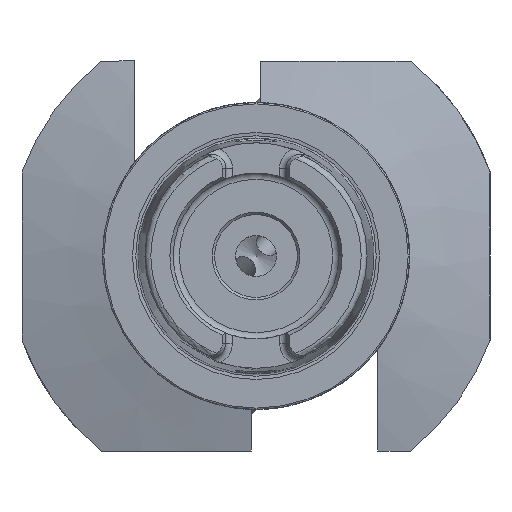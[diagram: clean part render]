
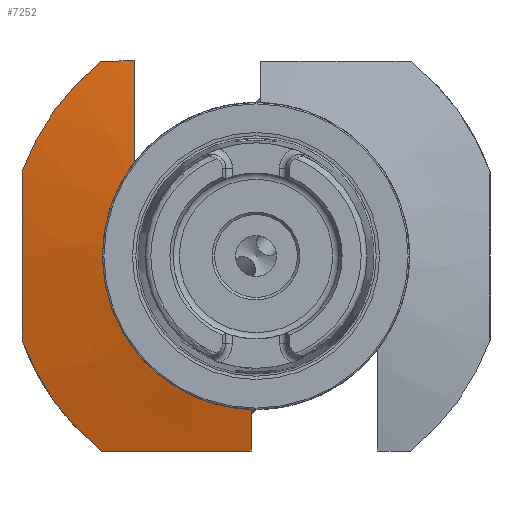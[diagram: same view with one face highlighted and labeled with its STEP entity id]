
A CAD part, left-side view. The second image highlights one B-rep face of the part: STEP entity #7252.
In plain terms, the highlighted conical face has half-angle 75 degrees and reference radius 51 mm.
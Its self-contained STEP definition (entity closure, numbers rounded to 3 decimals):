
#27 = CARTESIAN_POINT ( 'NONE',  ( 48.699, 0., 0. ) ) ;
#40 = CARTESIAN_POINT ( 'NONE',  ( 46.351, 13.774, -40. ) ) ;
#109 = B_SPLINE_CURVE_WITH_KNOTS ( 'NONE', 3,
 ( #2882, #206, #6269, #2914, #3615, #8315, #5627, #4955 ),
 .UNSPECIFIED., .F., .F.,
 ( 4, 2, 2, 4 ),
 ( 0.016, 0.022, 0.028, 0.041 ),
 .UNSPECIFIED. ) ;
#155 = CARTESIAN_POINT ( 'NONE',  ( 42.199, 0., 0. ) ) ;
#206 = CARTESIAN_POINT ( 'NONE',  ( 43.135, 25., 17.099 ) ) ;
#232 = CARTESIAN_POINT ( 'NONE',  ( 48.699, 31.639, -40. ) ) ;
#411 = ORIENTED_EDGE ( 'NONE', *, *, #2256, .T. ) ;
#827 = DIRECTION ( 'NONE',  ( 0., -1., 0. ) ) ;
#845 = CARTESIAN_POINT ( 'NONE',  ( 45.755, 1., -40. ) ) ;
#956 = EDGE_LOOP ( 'NONE', ( #7170, #2632, #4168, #7035, #3372, #1604, #2405, #3298, #411 ) ) ;
#1199 = VERTEX_POINT ( 'NONE', #5269 ) ;
#1301 = CARTESIAN_POINT ( 'NONE',  ( 42.199, 22.138, 15. ) ) ;
#1340 = DIRECTION ( 'NONE',  ( 1., 0., 0. ) ) ;
#1351 = CARTESIAN_POINT ( 'NONE',  ( 42.845, 25., 15. ) ) ;
#1370 = CARTESIAN_POINT ( 'NONE',  ( 45.772, 3.552, -40. ) ) ;
#1391 = EDGE_CURVE ( 'NONE', #7564, #5731, #3196, .T. ) ;
#1416 = B_SPLINE_CURVE_WITH_KNOTS ( 'NONE', 3,
 ( #845, #5567, #5458, #2103 ),
 .UNSPECIFIED., .F., .F.,
 ( 4, 4 ),
 ( 0.016, 0.03 ),
 .UNSPECIFIED. ) ;
#1455 = CARTESIAN_POINT ( 'NONE',  ( 48.252, 48., -11.481 ) ) ;
#1469 = VERTEX_POINT ( 'NONE', #232 ) ;
#1604 = ORIENTED_EDGE ( 'NONE', *, *, #5109, .F. ) ;
#1997 = B_SPLINE_CURVE_WITH_KNOTS ( 'NONE', 3,
 ( #8596, #2535, #4784, #7388, #2642, #40, #4077, #8040, #1370, #4755 ),
 .UNSPECIFIED., .F., .F.,
 ( 4, 2, 2, 2, 4 ),
 ( 0.165, 0.172, 0.18, 0.188, 0.195 ),
 .UNSPECIFIED. ) ;
#2086 = DIRECTION ( 'NONE',  ( 0., 1., 0. ) ) ;
#2103 = CARTESIAN_POINT ( 'NONE',  ( 42.199, 1., -26.722 ) ) ;
#2154 = EDGE_CURVE ( 'NONE', #7564, #2370, #2523, .T. ) ;
#2256 = EDGE_CURVE ( 'NONE', #1199, #5108, #5795, .T. ) ;
#2370 = VERTEX_POINT ( 'NONE', #5469 ) ;
#2405 = ORIENTED_EDGE ( 'NONE', *, *, #3875, .T. ) ;
#2409 = AXIS2_PLACEMENT_3D ( 'NONE', #27, #6800, #4016 ) ;
#2523 = CIRCLE ( 'NONE', #4073, 51. ) ;
#2535 = CARTESIAN_POINT ( 'NONE',  ( 48.277, 29.102, -40. ) ) ;
#2603 = CARTESIAN_POINT ( 'NONE',  ( 42.199, 22.138, 15. ) ) ;
#2632 = ORIENTED_EDGE ( 'NONE', *, *, #8608, .T. ) ;
#2642 = CARTESIAN_POINT ( 'NONE',  ( 46.869, 18.89, -40. ) ) ;
#2688 = CIRCLE ( 'NONE', #4559, 51. ) ;
#2820 = CARTESIAN_POINT ( 'NONE',  ( 47.896, 48., 2.918 ) ) ;
#2851 = CARTESIAN_POINT ( 'NONE',  ( 48.238, 48., 11.518 ) ) ;
#2882 = CARTESIAN_POINT ( 'NONE',  ( 42.845, 25., 15. ) ) ;
#2914 = CARTESIAN_POINT ( 'NONE',  ( 44.194, 25., 23.374 ) ) ;
#2915 = CARTESIAN_POINT ( 'NONE',  ( 47.966, 48., 5.788 ) ) ;
#2988 = VERTEX_POINT ( 'NONE', #4133 ) ;
#3033 = CARTESIAN_POINT ( 'NONE',  ( 48.699, 31.639, 40. ) ) ;
#3196 = B_SPLINE_CURVE_WITH_KNOTS ( 'NONE', 3,
 ( #6271, #4126, #2851, #2915, #2820, #5484, #3457, #8204, #1455, #6859, #4862, #7546 ),
 .UNSPECIFIED., .F., .F.,
 ( 4, 2, 2, 2, 2, 4 ),
 ( 0.169, 0.177, 0.186, 0.195, 0.199, 0.203 ),
 .UNSPECIFIED. ) ;
#3201 = EDGE_CURVE ( 'NONE', #3543, #5108, #7272, .T. ) ;
#3273 = DIRECTION ( 'NONE',  ( 0., 1., 0. ) ) ;
#3298 = ORIENTED_EDGE ( 'NONE', *, *, #7815, .T. ) ;
#3372 = ORIENTED_EDGE ( 'NONE', *, *, #1391, .T. ) ;
#3410 = CARTESIAN_POINT ( 'NONE',  ( 48.699, 0., 0. ) ) ;
#3457 = CARTESIAN_POINT ( 'NONE',  ( 47.963, 48., -5.711 ) ) ;
#3543 = VERTEX_POINT ( 'NONE', #6934 ) ;
#3615 = CARTESIAN_POINT ( 'NONE',  ( 44.587, 25., 25.462 ) ) ;
#3809 = AXIS2_PLACEMENT_3D ( 'NONE', #155, #6197, #827 ) ;
#3875 = EDGE_CURVE ( 'NONE', #1469, #6946, #1997, .T. ) ;
#4016 = DIRECTION ( 'NONE',  ( 0., 1., 0. ) ) ;
#4073 = AXIS2_PLACEMENT_3D ( 'NONE', #6568, #7330, #3273 ) ;
#4077 = CARTESIAN_POINT ( 'NONE',  ( 46.145, 11.217, -40. ) ) ;
#4126 = CARTESIAN_POINT ( 'NONE',  ( 48.44, 48., 14.378 ) ) ;
#4133 = CARTESIAN_POINT ( 'NONE',  ( 47.672, 25., 40. ) ) ;
#4168 = ORIENTED_EDGE ( 'NONE', *, *, #7824, .T. ) ;
#4559 = AXIS2_PLACEMENT_3D ( 'NONE', #3410, #1340, #2086 ) ;
#4755 = CARTESIAN_POINT ( 'NONE',  ( 45.755, 1., -40. ) ) ;
#4784 = CARTESIAN_POINT ( 'NONE',  ( 47.885, 26.559, -40. ) ) ;
#4805 = CARTESIAN_POINT ( 'NONE',  ( 47.988, 27.219, 40. ) ) ;
#4862 = CARTESIAN_POINT ( 'NONE',  ( 48.569, 48., -15.798 ) ) ;
#4955 = CARTESIAN_POINT ( 'NONE',  ( 47.672, 25., 40. ) ) ;
#5108 = VERTEX_POINT ( 'NONE', #1301 ) ;
#5109 = EDGE_CURVE ( 'NONE', #1469, #5731, #2688, .T. ) ;
#5269 = CARTESIAN_POINT ( 'NONE',  ( 42.199, 1., -26.722 ) ) ;
#5458 = CARTESIAN_POINT ( 'NONE',  ( 43.384, 1., -31.148 ) ) ;
#5469 = CARTESIAN_POINT ( 'NONE',  ( 48.699, 31.639, 40. ) ) ;
#5484 = CARTESIAN_POINT ( 'NONE',  ( 47.894, 48., -2.831 ) ) ;
#5567 = CARTESIAN_POINT ( 'NONE',  ( 44.569, 1., -35.574 ) ) ;
#5627 = CARTESIAN_POINT ( 'NONE',  ( 46.732, 25., 35.86 ) ) ;
#5731 = VERTEX_POINT ( 'NONE', #6254 ) ;
#5763 = CARTESIAN_POINT ( 'NONE',  ( 45.755, 1., -40. ) ) ;
#5795 = CIRCLE ( 'NONE', #3809, 26.741 ) ;
#5886 = FACE_OUTER_BOUND ( 'NONE', #956, .T. ) ;
#6041 = CARTESIAN_POINT ( 'NONE',  ( 42.41, 23.093, 15. ) ) ;
#6145 = CARTESIAN_POINT ( 'NONE',  ( 48.699, 48., 17.234 ) ) ;
#6197 = DIRECTION ( 'NONE',  ( 1., 0., 0. ) ) ;
#6254 = CARTESIAN_POINT ( 'NONE',  ( 48.699, 48., -17.234 ) ) ;
#6269 = CARTESIAN_POINT ( 'NONE',  ( 43.468, 25., 19.192 ) ) ;
#6271 = CARTESIAN_POINT ( 'NONE',  ( 48.699, 48., 17.234 ) ) ;
#6517 = CONICAL_SURFACE ( 'NONE', #2409, 51., 1.309 ) ;
#6568 = CARTESIAN_POINT ( 'NONE',  ( 48.699, 0., 0. ) ) ;
#6800 = DIRECTION ( 'NONE',  ( 1., 0., 0. ) ) ;
#6859 = CARTESIAN_POINT ( 'NONE',  ( 48.453, 48., -14.361 ) ) ;
#6934 = CARTESIAN_POINT ( 'NONE',  ( 42.845, 25., 15. ) ) ;
#6946 = VERTEX_POINT ( 'NONE', #5763 ) ;
#6978 = CARTESIAN_POINT ( 'NONE',  ( 48.332, 29.432, 40. ) ) ;
#7035 = ORIENTED_EDGE ( 'NONE', *, *, #2154, .F. ) ;
#7170 = ORIENTED_EDGE ( 'NONE', *, *, #3201, .F. ) ;
#7252 = ADVANCED_FACE ( 'NONE', ( #5886 ), #6517, .T. ) ;
#7272 = B_SPLINE_CURVE_WITH_KNOTS ( 'NONE', 3,
 ( #1351, #8054, #6041, #2603 ),
 .UNSPECIFIED., .F., .F.,
 ( 4, 4 ),
 ( 0.017, 0.019 ),
 .UNSPECIFIED. ) ;
#7330 = DIRECTION ( 'NONE',  ( 1., 0., 0. ) ) ;
#7388 = CARTESIAN_POINT ( 'NONE',  ( 47.181, 21.453, -40. ) ) ;
#7455 = B_SPLINE_CURVE_WITH_KNOTS ( 'NONE', 3,
 ( #8169, #4805, #6978, #3033 ),
 .UNSPECIFIED., .F., .F.,
 ( 4, 4 ),
 ( 0.106, 0.112 ),
 .UNSPECIFIED. ) ;
#7546 = CARTESIAN_POINT ( 'NONE',  ( 48.699, 48., -17.234 ) ) ;
#7564 = VERTEX_POINT ( 'NONE', #6145 ) ;
#7815 = EDGE_CURVE ( 'NONE', #6946, #1199, #1416, .T. ) ;
#7824 = EDGE_CURVE ( 'NONE', #2988, #2370, #7455, .T. ) ;
#8040 = CARTESIAN_POINT ( 'NONE',  ( 45.855, 6.106, -40. ) ) ;
#8054 = CARTESIAN_POINT ( 'NONE',  ( 42.626, 24.047, 15. ) ) ;
#8169 = CARTESIAN_POINT ( 'NONE',  ( 47.672, 25., 40. ) ) ;
#8204 = CARTESIAN_POINT ( 'NONE',  ( 48.168, 48., -10.038 ) ) ;
#8315 = CARTESIAN_POINT ( 'NONE',  ( 45.827, 25., 31.711 ) ) ;
#8596 = CARTESIAN_POINT ( 'NONE',  ( 48.699, 31.639, -40. ) ) ;
#8608 = EDGE_CURVE ( 'NONE', #3543, #2988, #109, .T. ) ;
